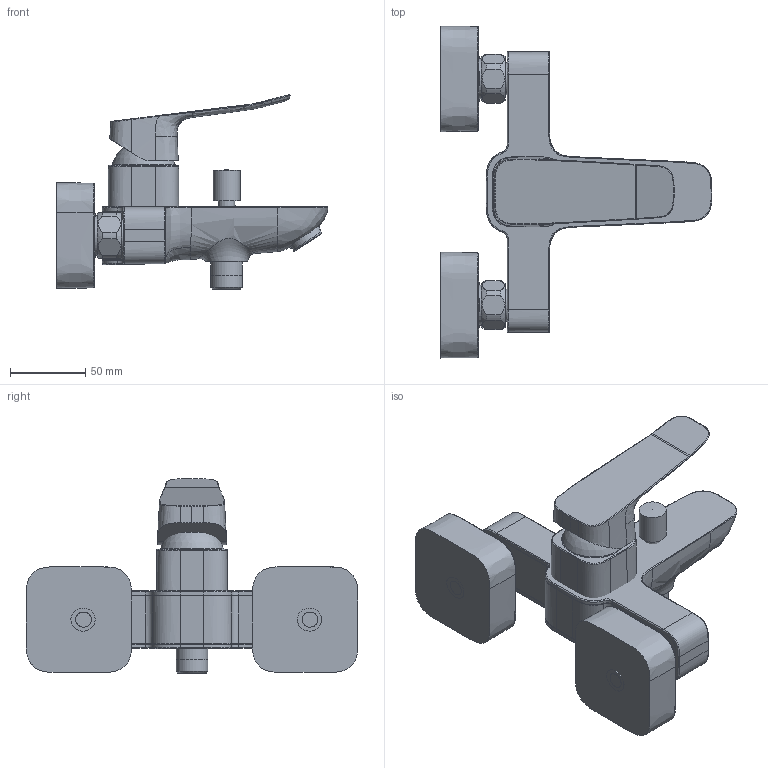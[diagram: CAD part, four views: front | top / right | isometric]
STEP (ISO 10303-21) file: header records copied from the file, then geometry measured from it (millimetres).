
FILE_DESCRIPTION(/* description */ ('Unknown'),/* implementation_level */ '2;1');
FILE_NAME(/* name */ '1018720000',/* time_stamp */ '2024-01-31T10:24:33+01:00',/* author */ ('Unknown'),/* organization */ ('GROHE AG'),/* preprocessor_version */ 'ST-DEVELOPER v16.7',/* originating_system */ 'DEX',/* authorisation */ $);
FILE_SCHEMA (('AUTOMOTIVE_DESIGN {1 0 10303 214 3 1 1}'));
Length unit declared in the file: millimetre
Products named in the file (22): 1018720000_EHM_WAN-_OHM_BATH_02216113; 418088040_GEH_UP-WAN_CONCEALED_100336382; 418088038_GEH_EHM_WA_OHM_BATH_B_02191234; 414274031_KLEBEBAND_ADHESIVE_T_100128531; 418089038_PLATTE_ABD_COVER_PART_100304648; 414212031_NIPPEL_ANS_CONNECTION_100123803; 403324040_UMSTELLUNG_AUTOMATIC_01579676_oa_0; A4230839_SPINDEL_SPINDLE_01579677; A4230486_HUELSE_ZIE_DECORATIVE_01561006; 418911000P_ANSCHLUSS__S-UNION_100351882_oa_1; 406389131_ANSCHLUSS__S-UNION_100184420_oa_2; 418091038_ROSETTE_ROSETTE_100304674; 13941040_MOUSSEUR_MOUSSEUR_01209209_oa_3; 02636038_Geh_use__M_000628848; 03035138_MUTTER_UEB_UNION_NUT_01932850; 418092038_KAPPE_CAP_100303608; 418911000P_ANSCHLUSS__S-UNION_100351882_oa_4; 406389131_ANSCHLUSS__S-UNION_100184420_oa_5; 418091038_ROSETTE_ROSETTE_100304674_oa_6; 418895038_Hebel_lever_02214137; 400461040_KNOPF_UMST_DIVERTER_K_01378957_oa_7; A4226562_KNOPF_UMST_DIVERTER_K_01331687
Assembly tree (26 placements, depth 3):
  1018720000_EHM_WAN-_OHM_BATH_02216113
    418088040_GEH_UP-WAN_CONCEALED_100336382
      418088038_GEH_EHM_WA_OHM_BATH_B_02191234
      414274031_KLEBEBAND_ADHESIVE_T_100128531  x4
    418089038_PLATTE_ABD_COVER_PART_100304648
    414212031_NIPPEL_ANS_CONNECTION_100123803  x2
    403324040_UMSTELLUNG_AUTOMATIC_01579676_oa_0
      A4230839_SPINDEL_SPINDLE_01579677
      A4230486_HUELSE_ZIE_DECORATIVE_01561006
    418911000P_ANSCHLUSS__S-UNION_100351882_oa_1
      406389131_ANSCHLUSS__S-UNION_100184420_oa_2
      418091038_ROSETTE_ROSETTE_100304674
    13941040_MOUSSEUR_MOUSSEUR_01209209_oa_3
      02636038_Geh_use__M_000628848
    03035138_MUTTER_UEB_UNION_NUT_01932850  x2
    418092038_KAPPE_CAP_100303608
    418911000P_ANSCHLUSS__S-UNION_100351882_oa_4
      406389131_ANSCHLUSS__S-UNION_100184420_oa_5
      418091038_ROSETTE_ROSETTE_100304674_oa_6
    418895038_Hebel_lever_02214137
    400461040_KNOPF_UMST_DIVERTER_K_01378957_oa_7
      A4226562_KNOPF_UMST_DIVERTER_K_01331687
Bounding box: 180.06 x 220 x 128.87 mm (x, y, z)
Volume: 764420.5 mm3; surface area: 141319.4 mm2
Topology: 20 solids, 22 shells, 411 faces, 928 edges, 559 vertices
Faces by surface type: bspline 145, plane 129, cylinder 89, cone 28, torus 17, sphere 3
Full cylindrical faces by diameter (mm): 10 x2, 15.3 x3, 16.9 x1, 18 x1, 18.3 x2, 18.5 x4, 19.3 x2, 20 x2, 20.9 x1, 20.955 x2, 21 x2, 21.081 x2, 22.4 x2, 23 x2, 23.6 x1, 24 x3, 24.5 x1, 24.6 x1, 26.44 x2
Entity records: 24790 total; most frequent: CARTESIAN_POINT 17498, ORIENTED_EDGE 1456, DIRECTION 1113, EDGE_CURVE 728, AXIS2_PLACEMENT_3D 475, VERTEX_POINT 472, EDGE_LOOP 442, FACE_BOUND 442
